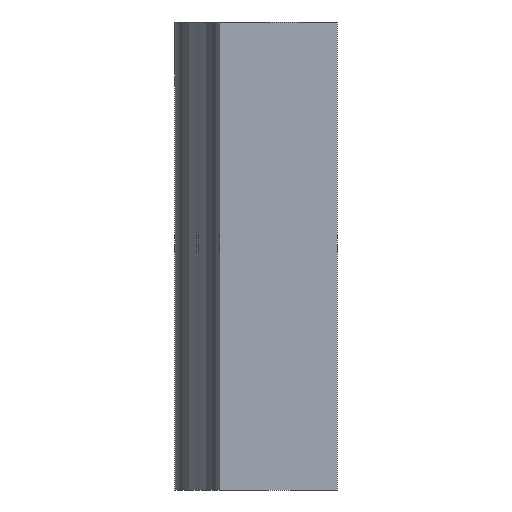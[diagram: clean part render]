
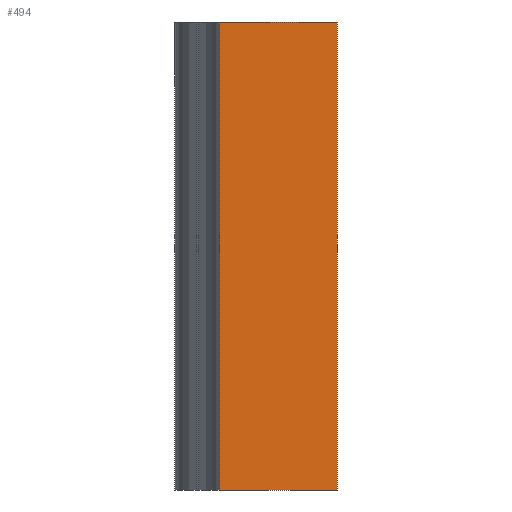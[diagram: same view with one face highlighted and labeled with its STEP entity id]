
A CAD part, left-side view. The second image highlights one B-rep face of the part: STEP entity #494.
In plain terms, the highlighted planar face has unit normal (-1, 0, 0).
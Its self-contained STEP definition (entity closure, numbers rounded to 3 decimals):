
#35=FACE_OUTER_BOUND('',#61,.T.);
#61=EDGE_LOOP('',(#378,#379,#380,#381));
#122=LINE('',#793,#176);
#124=LINE('',#797,#178);
#125=LINE('',#799,#179);
#126=LINE('',#800,#180);
#176=VECTOR('',#641,1000.);
#178=VECTOR('',#645,1000.);
#179=VECTOR('',#646,1000.);
#180=VECTOR('',#647,1000.);
#231=VERTEX_POINT('',#790);
#232=VERTEX_POINT('',#792);
#233=VERTEX_POINT('',#796);
#234=VERTEX_POINT('',#798);
#289=EDGE_CURVE('',#232,#231,#122,.T.);
#291=EDGE_CURVE('',#231,#233,#124,.T.);
#292=EDGE_CURVE('',#234,#233,#125,.T.);
#293=EDGE_CURVE('',#232,#234,#126,.T.);
#378=ORIENTED_EDGE('',*,*,#291,.T.);
#379=ORIENTED_EDGE('',*,*,#292,.F.);
#380=ORIENTED_EDGE('',*,*,#293,.F.);
#381=ORIENTED_EDGE('',*,*,#289,.T.);
#473=PLANE('',#545);
#494=ADVANCED_FACE('',(#35),#473,.F.);
#545=AXIS2_PLACEMENT_3D('',#795,#643,#644);
#641=DIRECTION('',(0.,0.,-1.));
#643=DIRECTION('center_axis',(1.,0.,0.));
#644=DIRECTION('ref_axis',(0.,1.,0.));
#645=DIRECTION('',(0.,-1.,0.));
#646=DIRECTION('',(0.,0.,-1.));
#647=DIRECTION('',(0.,-1.,0.));
#790=CARTESIAN_POINT('',(-5.,1.3,-2.6));
#792=CARTESIAN_POINT('',(-5.,1.3,2.6));
#793=CARTESIAN_POINT('',(-5.,1.3,2.6));
#795=CARTESIAN_POINT('Origin',(-5.,1.3,2.6));
#796=CARTESIAN_POINT('',(-5.,0.,-2.6));
#797=CARTESIAN_POINT('',(-5.,1.3,-2.6));
#798=CARTESIAN_POINT('',(-5.,0.,2.6));
#799=CARTESIAN_POINT('',(-5.,0.,2.6));
#800=CARTESIAN_POINT('',(-5.,1.3,2.6));
